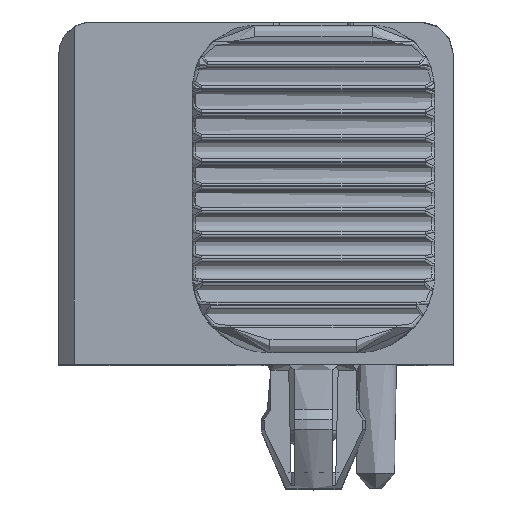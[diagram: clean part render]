
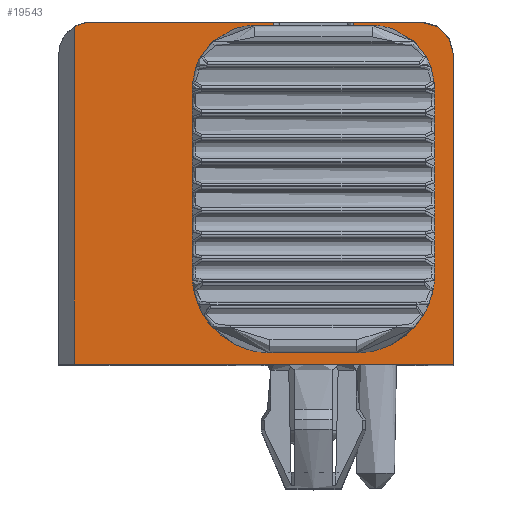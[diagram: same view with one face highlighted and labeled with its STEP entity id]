
A CAD part, top view. The second image highlights one B-rep face of the part: STEP entity #19543.
In plain terms, the highlighted planar face has unit normal (0, 0, 1).
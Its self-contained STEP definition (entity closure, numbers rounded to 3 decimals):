
#735=PLANE('',#21318);
#1786=FACE_OUTER_BOUND('',#2863,.T.);
#2863=EDGE_LOOP('',(#17917,#17918,#17919,#17920,#17921,#17922,#17923,#17924,
#17925,#17926,#17927,#17928,#17929,#17930,#17931,#17932,#17933,#17934,#17935,
#17936,#17937,#17938,#17939,#17940));
#3475=LINE('',#38822,#5120);
#3479=LINE('',#38862,#5124);
#3481=LINE('',#38870,#5126);
#3488=LINE('',#38885,#5133);
#3505=LINE('',#38936,#5150);
#3533=LINE('',#46440,#5178);
#3575=LINE('',#50252,#5220);
#3577=LINE('',#50255,#5222);
#3579=LINE('',#50262,#5224);
#3595=LINE('',#50765,#5240);
#3600=LINE('',#50782,#5245);
#3601=LINE('',#50785,#5246);
#3608=LINE('',#50801,#5253);
#3619=LINE('',#50833,#5264);
#4861=LINE('',#56507,#6506);
#4864=LINE('',#56514,#6509);
#4880=LINE('',#56597,#6525);
#4903=LINE('',#56647,#6548);
#4945=LINE('',#56724,#6590);
#4946=LINE('',#56726,#6591);
#5120=VECTOR('',#22195,10.);
#5124=VECTOR('',#22233,10.);
#5126=VECTOR('',#22239,10.);
#5133=VECTOR('',#22248,10.);
#5150=VECTOR('',#22297,10.);
#5178=VECTOR('',#22513,10.);
#5220=VECTOR('',#22739,10.);
#5222=VECTOR('',#22741,10.);
#5224=VECTOR('',#22749,10.);
#5240=VECTOR('',#22919,1000.);
#5245=VECTOR('',#22934,1000.);
#5246=VECTOR('',#22937,1000.);
#5253=VECTOR('',#22954,1000.);
#5264=VECTOR('',#22977,1000.);
#6506=VECTOR('',#26133,1000.);
#6509=VECTOR('',#26140,1000.);
#6525=VECTOR('',#26214,1000.);
#6548=VECTOR('',#26255,1000.);
#6590=VECTOR('',#26347,1000.);
#6591=VECTOR('',#26350,1000.);
#6816=CIRCLE('',#19945,2.);
#6843=CIRCLE('',#19987,2.);
#7169=CIRCLE('',#20629,1.);
#7170=CIRCLE('',#20632,1.);
#7765=VERTEX_POINT('',#38697);
#7766=VERTEX_POINT('',#38698);
#7774=VERTEX_POINT('',#38821);
#7793=VERTEX_POINT('',#38861);
#7796=VERTEX_POINT('',#38867);
#7797=VERTEX_POINT('',#38869);
#7803=VERTEX_POINT('',#38882);
#7804=VERTEX_POINT('',#38884);
#7822=VERTEX_POINT('',#38935);
#7824=VERTEX_POINT('',#38941);
#7825=VERTEX_POINT('',#38942);
#7988=VERTEX_POINT('',#46439);
#8026=VERTEX_POINT('',#50251);
#8027=VERTEX_POINT('',#50254);
#8035=VERTEX_POINT('',#50764);
#8042=VERTEX_POINT('',#50780);
#8043=VERTEX_POINT('',#50784);
#8669=VERTEX_POINT('',#53016);
#8670=VERTEX_POINT('',#53018);
#8672=VERTEX_POINT('',#53024);
#8673=VERTEX_POINT('',#53026);
#9305=VERTEX_POINT('',#56506);
#9307=VERTEX_POINT('',#56512);
#9323=VERTEX_POINT('',#56596);
#9841=EDGE_CURVE('',#7765,#7766,#6816,.T.);
#9850=EDGE_CURVE('',#7774,#7765,#3475,.T.);
#9870=EDGE_CURVE('',#7793,#7774,#3479,.T.);
#9874=EDGE_CURVE('',#7797,#7796,#3481,.T.);
#9881=EDGE_CURVE('',#7804,#7803,#3488,.T.);
#9906=EDGE_CURVE('',#7822,#7804,#3505,.T.);
#9909=EDGE_CURVE('',#7824,#7825,#6843,.T.);
#10106=EDGE_CURVE('',#7988,#7822,#3533,.T.);
#10233=EDGE_CURVE('',#7766,#8026,#3575,.T.);
#10235=EDGE_CURVE('',#8027,#7824,#3577,.T.);
#10239=EDGE_CURVE('',#7825,#7797,#3579,.T.);
#10292=EDGE_CURVE('',#7793,#8035,#3595,.F.);
#10301=EDGE_CURVE('',#8042,#7796,#3600,.F.);
#10302=EDGE_CURVE('',#8027,#8043,#3601,.F.);
#10311=EDGE_CURVE('',#8042,#7988,#3608,.T.);
#10328=EDGE_CURVE('',#7803,#8035,#3619,.T.);
#11148=EDGE_CURVE('',#8670,#8669,#7169,.T.);
#11152=EDGE_CURVE('',#8673,#8672,#7170,.T.);
#12162=EDGE_CURVE('',#8672,#9305,#4861,.T.);
#12166=EDGE_CURVE('',#9307,#8026,#4864,.F.);
#12199=EDGE_CURVE('',#8670,#9323,#4880,.F.);
#12228=EDGE_CURVE('',#9305,#9323,#4903,.T.);
#12273=EDGE_CURVE('',#8043,#8669,#4945,.F.);
#12274=EDGE_CURVE('',#8673,#9307,#4946,.F.);
#17917=ORIENTED_EDGE('',*,*,#10233,.T.);
#17918=ORIENTED_EDGE('',*,*,#12166,.F.);
#17919=ORIENTED_EDGE('',*,*,#12274,.F.);
#17920=ORIENTED_EDGE('',*,*,#11152,.T.);
#17921=ORIENTED_EDGE('',*,*,#12162,.T.);
#17922=ORIENTED_EDGE('',*,*,#12228,.T.);
#17923=ORIENTED_EDGE('',*,*,#12199,.F.);
#17924=ORIENTED_EDGE('',*,*,#11148,.T.);
#17925=ORIENTED_EDGE('',*,*,#12273,.F.);
#17926=ORIENTED_EDGE('',*,*,#10302,.F.);
#17927=ORIENTED_EDGE('',*,*,#10235,.T.);
#17928=ORIENTED_EDGE('',*,*,#9909,.T.);
#17929=ORIENTED_EDGE('',*,*,#10239,.T.);
#17930=ORIENTED_EDGE('',*,*,#9874,.T.);
#17931=ORIENTED_EDGE('',*,*,#10301,.F.);
#17932=ORIENTED_EDGE('',*,*,#10311,.T.);
#17933=ORIENTED_EDGE('',*,*,#10106,.T.);
#17934=ORIENTED_EDGE('',*,*,#9906,.T.);
#17935=ORIENTED_EDGE('',*,*,#9881,.T.);
#17936=ORIENTED_EDGE('',*,*,#10328,.T.);
#17937=ORIENTED_EDGE('',*,*,#10292,.F.);
#17938=ORIENTED_EDGE('',*,*,#9870,.T.);
#17939=ORIENTED_EDGE('',*,*,#9850,.T.);
#17940=ORIENTED_EDGE('',*,*,#9841,.T.);
#19543=ADVANCED_FACE('',(#1786),#735,.T.);
#19945=AXIS2_PLACEMENT_3D('',#38699,#22183,#22184);
#19987=AXIS2_PLACEMENT_3D('',#38943,#22302,#22303);
#20629=AXIS2_PLACEMENT_3D('',#53019,#24275,#24276);
#20632=AXIS2_PLACEMENT_3D('',#53027,#24283,#24284);
#21318=AXIS2_PLACEMENT_3D('',#56756,#26406,#26407);
#22183=DIRECTION('center_axis',(0.,0.,-1.));
#22184=DIRECTION('ref_axis',(0.,-1.,0.));
#22195=DIRECTION('',(0.,1.,0.));
#22233=DIRECTION('',(-1.,0.,0.));
#22239=DIRECTION('',(-1.,0.,0.));
#22248=DIRECTION('',(0.,1.,0.));
#22297=DIRECTION('',(-1.,0.,0.));
#22302=DIRECTION('center_axis',(0.,0.,-1.));
#22303=DIRECTION('ref_axis',(0.,-1.,0.));
#22513=DIRECTION('',(0.,-1.,0.));
#22739=DIRECTION('',(1.,0.,0.));
#22741=DIRECTION('',(1.,0.,0.));
#22749=DIRECTION('',(0.,-1.,0.));
#22919=DIRECTION('',(0.,1.,0.));
#22934=DIRECTION('',(0.,-1.,0.));
#22937=DIRECTION('',(0.,-1.,0.));
#22954=DIRECTION('',(-1.,0.,0.));
#22977=DIRECTION('',(-1.,0.,0.));
#24275=DIRECTION('center_axis',(0.,0.,1.));
#24276=DIRECTION('ref_axis',(0.,1.,0.));
#24283=DIRECTION('center_axis',(0.,0.,1.));
#24284=DIRECTION('ref_axis',(0.,1.,0.));
#26133=DIRECTION('',(0.,-1.,0.));
#26140=DIRECTION('',(0.,1.,0.));
#26214=DIRECTION('',(0.,1.,0.));
#26255=DIRECTION('',(1.,0.,0.));
#26347=DIRECTION('',(-1.,0.,0.));
#26350=DIRECTION('',(-1.,0.,0.));
#26406=DIRECTION('center_axis',(0.,0.,1.));
#26407=DIRECTION('ref_axis',(0.,-1.,0.));
#38697=CARTESIAN_POINT('',(-46.849,-16.62,-273.533));
#38698=CARTESIAN_POINT('',(-45.562,-14.752,-273.533));
#38699=CARTESIAN_POINT('Origin',(-44.849,-16.62,-273.533));
#38821=CARTESIAN_POINT('',(-46.849,-17.62,-273.533));
#38822=CARTESIAN_POINT('',(-46.849,-21.299,-273.533));
#38861=CARTESIAN_POINT('',(-44.249,-17.62,-273.533));
#38862=CARTESIAN_POINT('',(-41.769,-17.62,-273.533));
#38867=CARTESIAN_POINT('',(-41.649,-17.62,-273.533));
#38869=CARTESIAN_POINT('',(-39.049,-17.62,-273.533));
#38870=CARTESIAN_POINT('',(-41.769,-17.62,-273.533));
#38882=CARTESIAN_POINT('',(-43.949,-24.525,-273.533));
#38884=CARTESIAN_POINT('',(-43.949,-24.525,-273.533));
#38885=CARTESIAN_POINT('',(-43.949,-23.436,-273.533));
#38935=CARTESIAN_POINT('',(-41.949,-24.525,-273.533));
#38936=CARTESIAN_POINT('',(-42.549,-24.525,-273.533));
#38941=CARTESIAN_POINT('',(-40.336,-14.752,-273.533));
#38942=CARTESIAN_POINT('',(-39.049,-16.62,-273.533));
#38943=CARTESIAN_POINT('Origin',(-41.049,-16.62,-273.533));
#46439=CARTESIAN_POINT('',(-41.949,-24.525,-273.533));
#46440=CARTESIAN_POINT('',(-41.949,-23.436,-273.533));
#50251=CARTESIAN_POINT('',(-44.249,-14.752,-273.533));
#50252=CARTESIAN_POINT('',(-41.769,-14.752,-273.533));
#50254=CARTESIAN_POINT('',(-41.649,-14.752,-273.533));
#50255=CARTESIAN_POINT('',(-41.769,-14.752,-273.533));
#50262=CARTESIAN_POINT('',(-39.049,-21.299,-273.533));
#50764=CARTESIAN_POINT('',(-44.249,-24.525,-273.533));
#50765=CARTESIAN_POINT('',(-44.249,-24.525,-273.533));
#50780=CARTESIAN_POINT('',(-41.649,-24.525,-273.533));
#50782=CARTESIAN_POINT('',(-41.649,-14.975,-273.533));
#50784=CARTESIAN_POINT('',(-41.649,-14.525,-273.533));
#50785=CARTESIAN_POINT('',(-41.649,-14.975,-273.533));
#50801=CARTESIAN_POINT('',(-43.049,-24.525,-273.533));
#50833=CARTESIAN_POINT('',(-43.049,-24.525,-273.533));
#53016=CARTESIAN_POINT('',(-39.449,-14.525,-273.533));
#53018=CARTESIAN_POINT('',(-38.449,-15.525,-273.533));
#53019=CARTESIAN_POINT('Origin',(-39.449,-15.525,-273.533));
#53024=CARTESIAN_POINT('',(-50.649,-14.659,-273.533));
#53026=CARTESIAN_POINT('',(-50.149,-14.525,-273.533));
#53027=CARTESIAN_POINT('Origin',(-50.149,-15.525,-273.533));
#56506=CARTESIAN_POINT('',(-50.649,-25.525,-273.533));
#56507=CARTESIAN_POINT('',(-50.649,-22.702,-273.533));
#56512=CARTESIAN_POINT('',(-44.249,-14.525,-273.533));
#56514=CARTESIAN_POINT('',(-44.249,-24.525,-273.533));
#56596=CARTESIAN_POINT('',(-38.449,-25.525,-273.533));
#56597=CARTESIAN_POINT('',(-38.449,-20.829,-273.533));
#56647=CARTESIAN_POINT('',(-42.149,-25.525,-273.533));
#56724=CARTESIAN_POINT('',(-45.149,-14.525,-273.533));
#56726=CARTESIAN_POINT('',(-45.149,-14.525,-273.533));
#56756=CARTESIAN_POINT('Origin',(-42.149,-22.702,-273.533));
